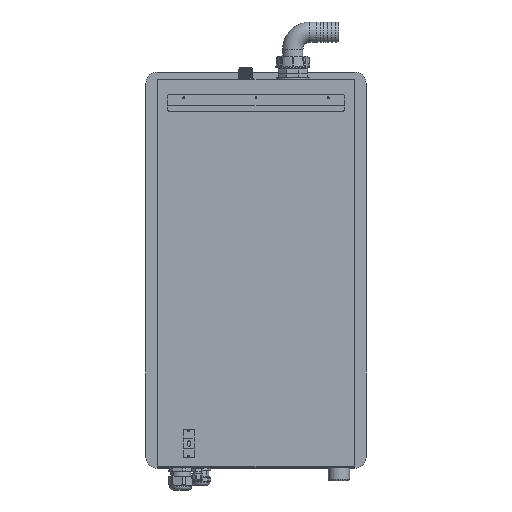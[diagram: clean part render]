
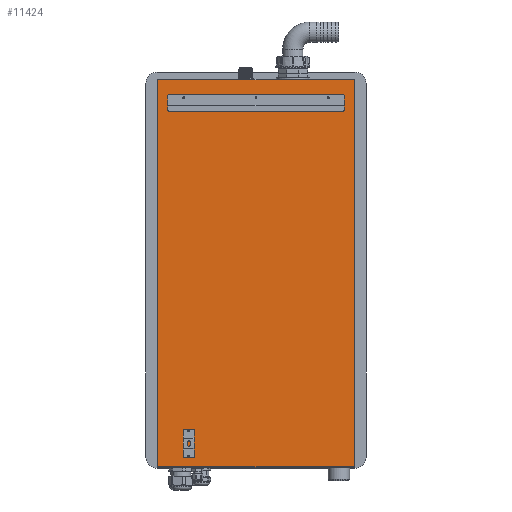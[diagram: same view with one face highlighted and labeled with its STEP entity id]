
A CAD part, left-side view. The second image highlights one B-rep face of the part: STEP entity #11424.
In plain terms, the highlighted planar face has unit normal (-1, 0, 0).
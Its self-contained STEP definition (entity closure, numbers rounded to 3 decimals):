
#645=DIRECTION('',(0.,0.,-1.));
#646=VECTOR('',#645,17.9);
#647=CARTESIAN_POINT('',(-119.3,-96.,396.5));
#648=LINE('',#647,#646);
#649=CARTESIAN_POINT('',(-119.3,-93.,396.5));
#650=DIRECTION('',(1.,0.,0.));
#651=DIRECTION('',(0.,0.,1.));
#652=AXIS2_PLACEMENT_3D('',#649,#650,#651);
#654=DIRECTION('',(0.,1.,0.));
#655=VECTOR('',#654,324.);
#656=CARTESIAN_POINT('',(-119.3,-93.,399.5));
#657=LINE('',#656,#655);
#658=CARTESIAN_POINT('',(-119.3,231.,396.5));
#659=DIRECTION('',(1.,0.,0.));
#660=DIRECTION('',(0.,1.,0.));
#661=AXIS2_PLACEMENT_3D('',#658,#659,#660);
#663=DIRECTION('',(0.,0.,-1.));
#664=VECTOR('',#663,17.9);
#665=CARTESIAN_POINT('',(-119.3,234.,396.5));
#666=LINE('',#665,#664);
#667=DIRECTION('',(0.,-1.,0.));
#668=VECTOR('',#667,330.);
#669=CARTESIAN_POINT('',(-119.3,234.,378.6));
#670=LINE('',#669,#668);
#701=DIRECTION('',(0.,0.,-1.));
#702=VECTOR('',#701,14.9);
#703=CARTESIAN_POINT('',(-119.3,205.,-229.7));
#704=LINE('',#703,#702);
#705=DIRECTION('',(0.,-1.,0.));
#706=VECTOR('',#705,20.);
#707=CARTESIAN_POINT('',(-119.3,205.,-244.6));
#708=LINE('',#707,#706);
#709=DIRECTION('',(0.,0.,-1.));
#710=VECTOR('',#709,14.9);
#711=CARTESIAN_POINT('',(-119.3,185.,-229.7));
#712=LINE('',#711,#710);
#713=CARTESIAN_POINT('',(-119.3,187.,-229.7));
#714=DIRECTION('',(-1.,0.,0.));
#715=DIRECTION('',(0.,-1.,0.));
#716=AXIS2_PLACEMENT_3D('',#713,#714,#715);
#718=DIRECTION('',(0.,-1.,0.));
#719=VECTOR('',#718,16.);
#720=CARTESIAN_POINT('',(-119.3,203.,-227.7));
#721=LINE('',#720,#719);
#722=CARTESIAN_POINT('',(-119.3,203.,-229.7));
#723=DIRECTION('',(-1.,0.,0.));
#724=DIRECTION('',(0.,0.,1.));
#725=AXIS2_PLACEMENT_3D('',#722,#723,#724);
#727=DIRECTION('',(0.,0.,-1.));
#728=VECTOR('',#727,14.9);
#729=CARTESIAN_POINT('',(-119.3,205.,-264.8));
#730=LINE('',#729,#728);
#731=CARTESIAN_POINT('',(-119.3,203.,-279.7));
#732=DIRECTION('',(-1.,0.,0.));
#733=DIRECTION('',(0.,1.,0.));
#734=AXIS2_PLACEMENT_3D('',#731,#732,#733);
#736=DIRECTION('',(0.,-1.,0.));
#737=VECTOR('',#736,16.);
#738=CARTESIAN_POINT('',(-119.3,203.,-281.7));
#739=LINE('',#738,#737);
#740=CARTESIAN_POINT('',(-119.3,187.,-279.7));
#741=DIRECTION('',(-1.,0.,0.));
#742=DIRECTION('',(0.,0.,-1.));
#743=AXIS2_PLACEMENT_3D('',#740,#741,#742);
#745=DIRECTION('',(0.,0.,-1.));
#746=VECTOR('',#745,14.9);
#747=CARTESIAN_POINT('',(-119.3,185.,-264.8));
#748=LINE('',#747,#746);
#749=DIRECTION('',(0.,-1.,0.));
#750=VECTOR('',#749,20.);
#751=CARTESIAN_POINT('',(-119.3,205.,-264.8));
#752=LINE('',#751,#750);
#773=DIRECTION('',(0.,0.,-1.));
#774=VECTOR('',#773,724.9);
#775=CARTESIAN_POINT('',(-119.3,-114.8,426.4));
#776=LINE('',#775,#774);
#777=DIRECTION('',(0.,1.,0.));
#778=VECTOR('',#777,367.6);
#779=CARTESIAN_POINT('',(-119.3,-114.8,-298.5));
#780=LINE('',#779,#778);
#781=DIRECTION('',(0.,0.,1.));
#782=VECTOR('',#781,724.9);
#783=CARTESIAN_POINT('',(-119.3,252.8,-298.5));
#784=LINE('',#783,#782);
#785=DIRECTION('',(0.,1.,0.));
#786=VECTOR('',#785,367.6);
#787=CARTESIAN_POINT('',(-119.3,-114.8,426.4));
#788=LINE('',#787,#786);
#8585=CARTESIAN_POINT('',(-119.3,-96.,396.5));
#8586=CARTESIAN_POINT('',(-119.3,-96.,378.6));
#8587=VERTEX_POINT('',#8585);
#8588=VERTEX_POINT('',#8586);
#8589=CARTESIAN_POINT('',(-119.3,-93.,399.5));
#8590=CARTESIAN_POINT('',(-119.3,231.,399.5));
#8591=VERTEX_POINT('',#8589);
#8592=VERTEX_POINT('',#8590);
#8593=CARTESIAN_POINT('',(-119.3,234.,396.5));
#8594=CARTESIAN_POINT('',(-119.3,234.,378.6));
#8595=VERTEX_POINT('',#8593);
#8596=VERTEX_POINT('',#8594);
#8609=CARTESIAN_POINT('',(-119.3,205.,-229.7));
#8610=CARTESIAN_POINT('',(-119.3,205.,-244.6));
#8611=VERTEX_POINT('',#8609);
#8612=VERTEX_POINT('',#8610);
#8613=CARTESIAN_POINT('',(-119.3,203.,-227.7));
#8614=CARTESIAN_POINT('',(-119.3,187.,-227.7));
#8615=VERTEX_POINT('',#8613);
#8616=VERTEX_POINT('',#8614);
#8617=CARTESIAN_POINT('',(-119.3,185.,-229.7));
#8618=CARTESIAN_POINT('',(-119.3,185.,-244.6));
#8619=VERTEX_POINT('',#8617);
#8620=VERTEX_POINT('',#8618);
#8621=CARTESIAN_POINT('',(-119.3,205.,-264.8));
#8622=CARTESIAN_POINT('',(-119.3,205.,-279.7));
#8623=VERTEX_POINT('',#8621);
#8624=VERTEX_POINT('',#8622);
#8625=CARTESIAN_POINT('',(-119.3,185.,-264.8));
#8626=CARTESIAN_POINT('',(-119.3,185.,-279.7));
#8627=VERTEX_POINT('',#8625);
#8628=VERTEX_POINT('',#8626);
#8629=CARTESIAN_POINT('',(-119.3,203.,-281.7));
#8630=CARTESIAN_POINT('',(-119.3,187.,-281.7));
#8631=VERTEX_POINT('',#8629);
#8632=VERTEX_POINT('',#8630);
#8711=CARTESIAN_POINT('',(-119.3,-114.8,426.4));
#8712=CARTESIAN_POINT('',(-119.3,-114.8,-298.5));
#8713=VERTEX_POINT('',#8711);
#8714=VERTEX_POINT('',#8712);
#8727=CARTESIAN_POINT('',(-119.3,252.8,-298.5));
#8728=VERTEX_POINT('',#8727);
#8735=CARTESIAN_POINT('',(-119.3,252.8,426.4));
#8736=VERTEX_POINT('',#8735);
#11369=CARTESIAN_POINT('',(-119.3,254.,427.6));
#11370=DIRECTION('',(-1.,0.,0.));
#11371=DIRECTION('',(0.,0.,-1.));
#11372=AXIS2_PLACEMENT_3D('',#11369,#11370,#11371);
#11373=PLANE('',#11372);
#11375=ORIENTED_EDGE('',*,*,#11374,.T.);
#11376=ORIENTED_EDGE('',*,*,#11275,.T.);
#11377=ORIENTED_EDGE('',*,*,#11299,.T.);
#11379=ORIENTED_EDGE('',*,*,#11378,.F.);
#11380=EDGE_LOOP('',(#11375,#11376,#11377,#11379));
#11381=FACE_OUTER_BOUND('',#11380,.F.);
#11383=ORIENTED_EDGE('',*,*,#11382,.F.);
#11385=ORIENTED_EDGE('',*,*,#11384,.F.);
#11387=ORIENTED_EDGE('',*,*,#11386,.T.);
#11389=ORIENTED_EDGE('',*,*,#11388,.F.);
#11391=ORIENTED_EDGE('',*,*,#11390,.T.);
#11393=ORIENTED_EDGE('',*,*,#11392,.T.);
#11394=EDGE_LOOP('',(#11383,#11385,#11387,#11389,#11391,#11393));
#11395=FACE_BOUND('',#11394,.F.);
#11397=ORIENTED_EDGE('',*,*,#11396,.T.);
#11399=ORIENTED_EDGE('',*,*,#11398,.T.);
#11401=ORIENTED_EDGE('',*,*,#11400,.F.);
#11403=ORIENTED_EDGE('',*,*,#11402,.T.);
#11405=ORIENTED_EDGE('',*,*,#11404,.F.);
#11407=ORIENTED_EDGE('',*,*,#11406,.T.);
#11408=EDGE_LOOP('',(#11397,#11399,#11401,#11403,#11405,#11407));
#11409=FACE_BOUND('',#11408,.F.);
#11411=ORIENTED_EDGE('',*,*,#11410,.T.);
#11413=ORIENTED_EDGE('',*,*,#11412,.T.);
#11415=ORIENTED_EDGE('',*,*,#11414,.T.);
#11417=ORIENTED_EDGE('',*,*,#11416,.T.);
#11419=ORIENTED_EDGE('',*,*,#11418,.F.);
#11421=ORIENTED_EDGE('',*,*,#11420,.F.);
#11422=EDGE_LOOP('',(#11411,#11413,#11415,#11417,#11419,#11421));
#11423=FACE_BOUND('',#11422,.F.);
#653=CIRCLE('',#652,3.);
#662=CIRCLE('',#661,3.);
#717=CIRCLE('',#716,2.);
#726=CIRCLE('',#725,2.);
#735=CIRCLE('',#734,2.);
#744=CIRCLE('',#743,2.);
#11275=EDGE_CURVE('',#8714,#8728,#780,.T.);
#11299=EDGE_CURVE('',#8728,#8736,#784,.T.);
#11374=EDGE_CURVE('',#8713,#8714,#776,.T.);
#11378=EDGE_CURVE('',#8713,#8736,#788,.T.);
#11382=EDGE_CURVE('',#8587,#8588,#648,.T.);
#11384=EDGE_CURVE('',#8591,#8587,#653,.T.);
#11386=EDGE_CURVE('',#8591,#8592,#657,.T.);
#11388=EDGE_CURVE('',#8595,#8592,#662,.T.);
#11390=EDGE_CURVE('',#8595,#8596,#666,.T.);
#11392=EDGE_CURVE('',#8596,#8588,#670,.T.);
#11396=EDGE_CURVE('',#8611,#8612,#704,.T.);
#11398=EDGE_CURVE('',#8612,#8620,#708,.T.);
#11400=EDGE_CURVE('',#8619,#8620,#712,.T.);
#11402=EDGE_CURVE('',#8619,#8616,#717,.T.);
#11404=EDGE_CURVE('',#8615,#8616,#721,.T.);
#11406=EDGE_CURVE('',#8615,#8611,#726,.T.);
#11410=EDGE_CURVE('',#8623,#8624,#730,.T.);
#11412=EDGE_CURVE('',#8624,#8631,#735,.T.);
#11414=EDGE_CURVE('',#8631,#8632,#739,.T.);
#11416=EDGE_CURVE('',#8632,#8628,#744,.T.);
#11418=EDGE_CURVE('',#8627,#8628,#748,.T.);
#11420=EDGE_CURVE('',#8623,#8627,#752,.T.);
#11424=ADVANCED_FACE('',(#11381,#11395,#11409,#11423),#11373,.T.);
